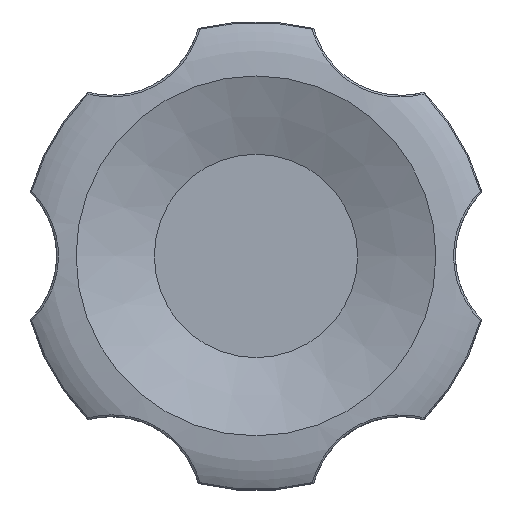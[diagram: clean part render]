
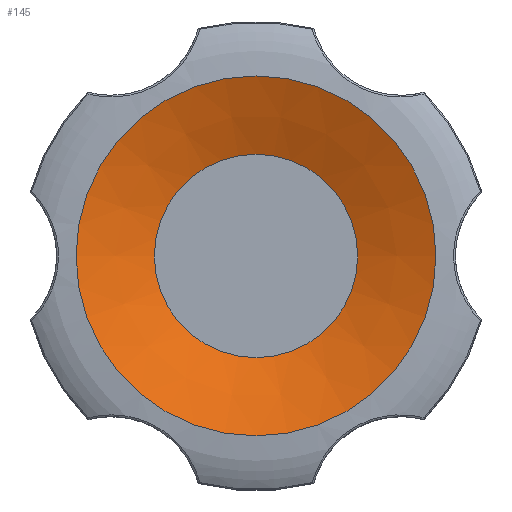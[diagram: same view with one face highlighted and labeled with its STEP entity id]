
A CAD part, top view. The second image highlights one B-rep face of the part: STEP entity #145.
In plain terms, the highlighted conical face has half-angle 68.199 degrees and reference radius 23 mm.
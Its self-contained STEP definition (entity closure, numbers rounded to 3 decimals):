
#145 = ADVANCED_FACE( '', ( #316, #317 ), #318, .F. );
#316 = FACE_BOUND( '', #2377, .T. );
#317 = FACE_OUTER_BOUND( '', #2378, .T. );
#318 = CONICAL_SURFACE( '', #2379, 23., 1.19 );
#2377 = EDGE_LOOP( '', ( #4052 ) );
#2378 = EDGE_LOOP( '', ( #4053 ) );
#2379 = AXIS2_PLACEMENT_3D( '', #4054, #4055, #4056 );
#4052 = ORIENTED_EDGE( '', *, *, #4360, .F. );
#4053 = ORIENTED_EDGE( '', *, *, #4298, .T. );
#4054 = CARTESIAN_POINT( '', ( 0., 0., 36. ) );
#4055 = DIRECTION( '', ( 0., 0., 1. ) );
#4056 = DIRECTION( '', ( 1., 0., 0. ) );
#4298 = EDGE_CURVE( '', #4539, #4539, #4540, .T. );
#4360 = EDGE_CURVE( '', #4626, #4626, #4627, .T. );
#4539 = VERTEX_POINT( '', #6082 );
#4540 = CIRCLE( '', #6083, 23. );
#4626 = VERTEX_POINT( '', #6974 );
#4627 = CIRCLE( '', #6975, 13. );
#6082 = CARTESIAN_POINT( '', ( 23., 0., 36. ) );
#6083 = AXIS2_PLACEMENT_3D( '', #7294, #7295, #7296 );
#6974 = CARTESIAN_POINT( '', ( 13., 0., 32. ) );
#6975 = AXIS2_PLACEMENT_3D( '', #7326, #7327, #7328 );
#7294 = CARTESIAN_POINT( '', ( 0., 0., 36. ) );
#7295 = DIRECTION( '', ( 0., 0., 1. ) );
#7296 = DIRECTION( '', ( 1., 0., 0. ) );
#7326 = CARTESIAN_POINT( '', ( 0., 0., 32. ) );
#7327 = DIRECTION( '', ( 0., 0., 1. ) );
#7328 = DIRECTION( '', ( 1., 0., 0. ) );
